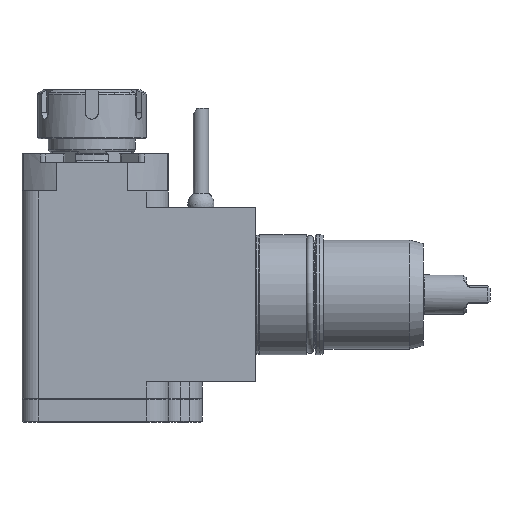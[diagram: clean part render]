
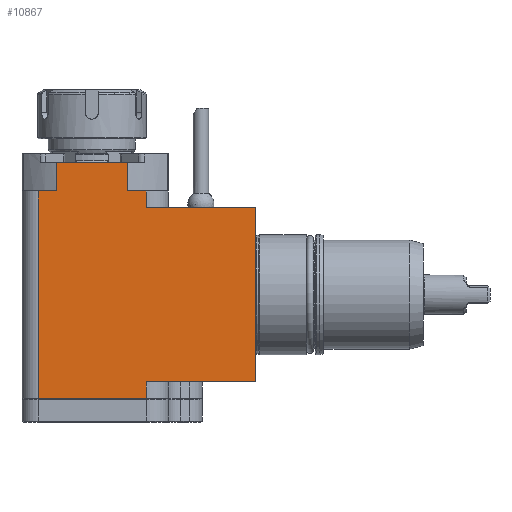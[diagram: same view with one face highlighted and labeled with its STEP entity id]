
A CAD part, left-side view. The second image highlights one B-rep face of the part: STEP entity #10867.
In plain terms, the highlighted planar face has unit normal (-1, 0, 0).
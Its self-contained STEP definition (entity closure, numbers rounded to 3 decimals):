
#371 = CARTESIAN_POINT ( 'NONE',  ( -42., -25., -40. ) ) ;
#518 = EDGE_LOOP ( 'NONE', ( #14657, #18041, #24774, #8107, #16766, #6557, #3825, #24790, #6835, #13081, #23421, #19313 ) ) ;
#621 = DIRECTION ( 'NONE',  ( 0., 0., 1. ) ) ;
#975 = CARTESIAN_POINT ( 'NONE',  ( -42., -25., -47.5 ) ) ;
#1469 = VECTOR ( 'NONE', #5989, 1000. ) ;
#1787 = VERTEX_POINT ( 'NONE', #13702 ) ;
#2880 = EDGE_CURVE ( 'NONE', #8954, #1787, #22534, .T. ) ;
#2928 = CARTESIAN_POINT ( 'NONE',  ( -42., 16.155, 60.5 ) ) ;
#3239 = VECTOR ( 'NONE', #4480, 1000. ) ;
#3402 = DIRECTION ( 'NONE',  ( 0., 0., 1. ) ) ;
#3496 = VECTOR ( 'NONE', #4366, 1000. ) ;
#3500 = LINE ( 'NONE', #16519, #24070 ) ;
#3825 = ORIENTED_EDGE ( 'NONE', *, *, #2880, .F. ) ;
#4065 = VECTOR ( 'NONE', #19994, 1000. ) ;
#4343 = EDGE_CURVE ( 'NONE', #1787, #11477, #26357, .T. ) ;
#4366 = DIRECTION ( 'NONE',  ( 0., 0., -1. ) ) ;
#4480 = DIRECTION ( 'NONE',  ( 0., 1., 0. ) ) ;
#4497 = VERTEX_POINT ( 'NONE', #11527 ) ;
#4548 = DIRECTION ( 'NONE',  ( 0., 0., -1. ) ) ;
#4963 = CARTESIAN_POINT ( 'NONE',  ( -42., -152., -47.5 ) ) ;
#5057 = CARTESIAN_POINT ( 'NONE',  ( -42., 16.155, 60.5 ) ) ;
#5436 = EDGE_CURVE ( 'NONE', #11086, #8565, #10074, .T. ) ;
#5952 = VECTOR ( 'NONE', #10644, 1000. ) ;
#5989 = DIRECTION ( 'NONE',  ( 0., -1., 0. ) ) ;
#6114 = EDGE_CURVE ( 'NONE', #14741, #20185, #11745, .T. ) ;
#6286 = CARTESIAN_POINT ( 'NONE',  ( -42., -16.155, 60.5 ) ) ;
#6497 = CARTESIAN_POINT ( 'NONE',  ( -42., -25., -40. ) ) ;
#6557 = ORIENTED_EDGE ( 'NONE', *, *, #4343, .F. ) ;
#6633 = EDGE_CURVE ( 'NONE', #12270, #11477, #15650, .T. ) ;
#6824 = LINE ( 'NONE', #12891, #3496 ) ;
#6835 = ORIENTED_EDGE ( 'NONE', *, *, #5436, .T. ) ;
#7265 = VERTEX_POINT ( 'NONE', #19016 ) ;
#8087 = DIRECTION ( 'NONE',  ( -1., 0., 0. ) ) ;
#8107 = ORIENTED_EDGE ( 'NONE', *, *, #14804, .F. ) ;
#8565 = VERTEX_POINT ( 'NONE', #13621 ) ;
#8776 = EDGE_CURVE ( 'NONE', #8954, #11086, #11865, .T. ) ;
#8954 = VERTEX_POINT ( 'NONE', #14169 ) ;
#9412 = EDGE_CURVE ( 'NONE', #7265, #18902, #3500, .T. ) ;
#9955 = CARTESIAN_POINT ( 'NONE',  ( -42., -75., -40. ) ) ;
#10004 = EDGE_CURVE ( 'NONE', #7265, #14741, #24998, .T. ) ;
#10016 = DIRECTION ( 'NONE',  ( 0., 0., 1. ) ) ;
#10024 = VECTOR ( 'NONE', #621, 1000. ) ;
#10074 = LINE ( 'NONE', #16267, #16697 ) ;
#10454 = VECTOR ( 'NONE', #15585, 1000. ) ;
#10644 = DIRECTION ( 'NONE',  ( 0., 0., -1. ) ) ;
#10867 = ADVANCED_FACE ( 'NONE', ( #11954 ), #27012, .T. ) ;
#10992 = LINE ( 'NONE', #13247, #21644 ) ;
#11086 = VERTEX_POINT ( 'NONE', #13338 ) ;
#11477 = VERTEX_POINT ( 'NONE', #6497 ) ;
#11512 = LINE ( 'NONE', #13431, #15812 ) ;
#11527 = CARTESIAN_POINT ( 'NONE',  ( -42., -16.155, 47.5 ) ) ;
#11745 = LINE ( 'NONE', #14480, #1469 ) ;
#11865 = LINE ( 'NONE', #19593, #3239 ) ;
#11954 = FACE_OUTER_BOUND ( 'NONE', #518, .T. ) ;
#12270 = VERTEX_POINT ( 'NONE', #975 ) ;
#12891 = CARTESIAN_POINT ( 'NONE',  ( -42., -16.155, 60.5 ) ) ;
#13024 = EDGE_CURVE ( 'NONE', #20185, #4497, #6824, .T. ) ;
#13081 = ORIENTED_EDGE ( 'NONE', *, *, #21075, .T. ) ;
#13247 = CARTESIAN_POINT ( 'NONE',  ( -42., 24.5, -47.5 ) ) ;
#13338 = CARTESIAN_POINT ( 'NONE',  ( -42., -25., 40. ) ) ;
#13431 = CARTESIAN_POINT ( 'NONE',  ( -42., -152., 47.5 ) ) ;
#13621 = CARTESIAN_POINT ( 'NONE',  ( -42., -25., 47.5 ) ) ;
#13702 = CARTESIAN_POINT ( 'NONE',  ( -42., -75., -40. ) ) ;
#14169 = CARTESIAN_POINT ( 'NONE',  ( -42., -75., 40. ) ) ;
#14476 = DIRECTION ( 'NONE',  ( 0., 1., 0. ) ) ;
#14480 = CARTESIAN_POINT ( 'NONE',  ( -42., 32., 60.5 ) ) ;
#14657 = ORIENTED_EDGE ( 'NONE', *, *, #10004, .F. ) ;
#14741 = VERTEX_POINT ( 'NONE', #5057 ) ;
#14804 = EDGE_CURVE ( 'NONE', #12270, #25594, #27062, .T. ) ;
#15585 = DIRECTION ( 'NONE',  ( 0., 1., 0. ) ) ;
#15650 = LINE ( 'NONE', #371, #10024 ) ;
#15812 = VECTOR ( 'NONE', #25794, 1000. ) ;
#16267 = CARTESIAN_POINT ( 'NONE',  ( -42., -25., -47.5 ) ) ;
#16519 = CARTESIAN_POINT ( 'NONE',  ( -42., -152., 47.5 ) ) ;
#16697 = VECTOR ( 'NONE', #3402, 1000. ) ;
#16766 = ORIENTED_EDGE ( 'NONE', *, *, #6633, .T. ) ;
#18041 = ORIENTED_EDGE ( 'NONE', *, *, #9412, .T. ) ;
#18828 = CARTESIAN_POINT ( 'NONE',  ( -42., 24.5, 47.5 ) ) ;
#18902 = VERTEX_POINT ( 'NONE', #18828 ) ;
#19016 = CARTESIAN_POINT ( 'NONE',  ( -42., 16.155, 47.5 ) ) ;
#19085 = EDGE_CURVE ( 'NONE', #18902, #25594, #10992, .T. ) ;
#19109 = CARTESIAN_POINT ( 'NONE',  ( -42., -75., -47.5 ) ) ;
#19313 = ORIENTED_EDGE ( 'NONE', *, *, #6114, .F. ) ;
#19593 = CARTESIAN_POINT ( 'NONE',  ( -42., -152., 40. ) ) ;
#19994 = DIRECTION ( 'NONE',  ( 0., 0., 1. ) ) ;
#20185 = VERTEX_POINT ( 'NONE', #6286 ) ;
#20792 = VECTOR ( 'NONE', #22973, 1000. ) ;
#21075 = EDGE_CURVE ( 'NONE', #8565, #4497, #11512, .T. ) ;
#21644 = VECTOR ( 'NONE', #4548, 1000. ) ;
#22534 = LINE ( 'NONE', #19109, #5952 ) ;
#22973 = DIRECTION ( 'NONE',  ( 0., 1., 0. ) ) ;
#23087 = CARTESIAN_POINT ( 'NONE',  ( -42., 24.5, -47.5 ) ) ;
#23229 = AXIS2_PLACEMENT_3D ( 'NONE', #26918, #8087, #10016 ) ;
#23421 = ORIENTED_EDGE ( 'NONE', *, *, #13024, .F. ) ;
#24070 = VECTOR ( 'NONE', #14476, 1000. ) ;
#24774 = ORIENTED_EDGE ( 'NONE', *, *, #19085, .T. ) ;
#24790 = ORIENTED_EDGE ( 'NONE', *, *, #8776, .T. ) ;
#24998 = LINE ( 'NONE', #2928, #4065 ) ;
#25594 = VERTEX_POINT ( 'NONE', #23087 ) ;
#25794 = DIRECTION ( 'NONE',  ( 0., 1., 0. ) ) ;
#26357 = LINE ( 'NONE', #9955, #20792 ) ;
#26918 = CARTESIAN_POINT ( 'NONE',  ( -42., 0., 0. ) ) ;
#27012 = PLANE ( 'NONE',  #23229 ) ;
#27062 = LINE ( 'NONE', #4963, #10454 ) ;
